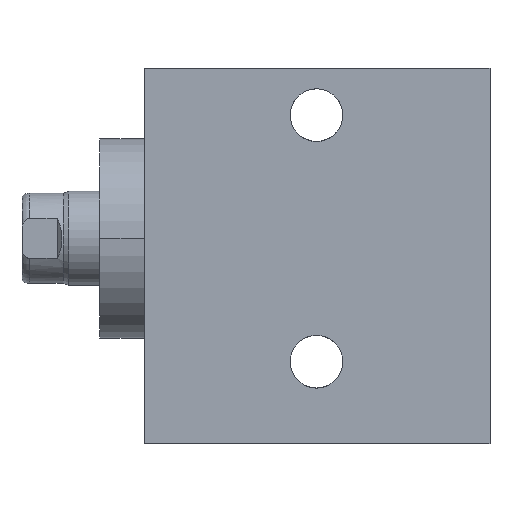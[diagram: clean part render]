
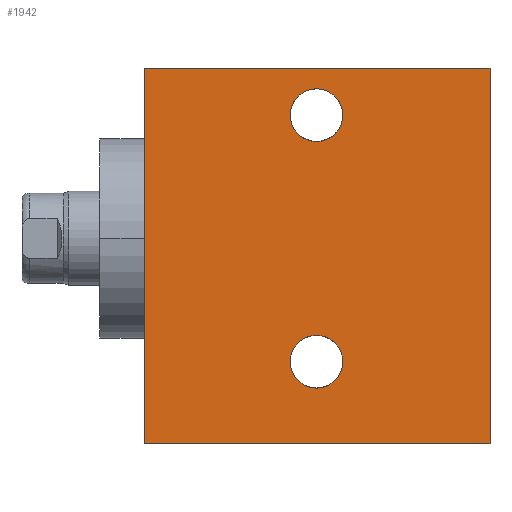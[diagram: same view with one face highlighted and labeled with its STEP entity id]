
A CAD part, front view. The second image highlights one B-rep face of the part: STEP entity #1942.
In plain terms, the highlighted planar face has unit normal (0, -1, 0).
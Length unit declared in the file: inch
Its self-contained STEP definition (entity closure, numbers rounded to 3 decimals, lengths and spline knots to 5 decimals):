
#174=DIRECTION('',(0.,0.,-1.));
#175=VECTOR('',#174,2.);
#176=CARTESIAN_POINT('',(0.,-0.5625,0.906));
#177=LINE('',#176,#175);
#426=DIRECTION('',(0.,0.,-1.));
#427=VECTOR('',#426,2.);
#428=CARTESIAN_POINT('',(1.842,-0.5625,0.906));
#429=LINE('',#428,#427);
#637=DIRECTION('',(1.,0.,0.));
#638=VECTOR('',#637,1.842);
#639=CARTESIAN_POINT('',(0.,-0.5625,0.906));
#640=LINE('',#639,#638);
#644=CARTESIAN_POINT('',(0.918,-0.5625,0.656));
#645=DIRECTION('',(0.,-1.,0.));
#646=DIRECTION('',(1.,0.,0.));
#647=AXIS2_PLACEMENT_3D('',#644,#645,#646);
#652=CARTESIAN_POINT('',(0.918,-0.5625,0.656));
#653=DIRECTION('',(0.,-1.,0.));
#654=DIRECTION('',(-1.,0.,0.));
#655=AXIS2_PLACEMENT_3D('',#652,#653,#654);
#660=CARTESIAN_POINT('',(0.918,-0.5625,-0.657));
#661=DIRECTION('',(0.,-1.,0.));
#662=DIRECTION('',(1.,0.,0.));
#663=AXIS2_PLACEMENT_3D('',#660,#661,#662);
#668=CARTESIAN_POINT('',(0.918,-0.5625,-0.657));
#669=DIRECTION('',(0.,-1.,0.));
#670=DIRECTION('',(-1.,0.,0.));
#671=AXIS2_PLACEMENT_3D('',#668,#669,#670);
#768=DIRECTION('',(1.,0.,0.));
#769=VECTOR('',#768,1.842);
#770=CARTESIAN_POINT('',(0.,-0.5625,-1.094));
#771=LINE('',#770,#769);
#1426=CARTESIAN_POINT('',(0.,-0.5625,0.906));
#1428=VERTEX_POINT('',#1426);
#1429=CARTESIAN_POINT('',(0.,-0.5625,-1.094));
#1430=VERTEX_POINT('',#1429);
#1434=CARTESIAN_POINT('',(1.842,-0.5625,0.906));
#1436=VERTEX_POINT('',#1434);
#1437=CARTESIAN_POINT('',(1.842,-0.5625,-1.094));
#1438=VERTEX_POINT('',#1437);
#1449=CARTESIAN_POINT('',(1.0585,-0.5625,0.656));
#1450=CARTESIAN_POINT('',(0.7775,-0.5625,0.656));
#1451=VERTEX_POINT('',#1449);
#1452=VERTEX_POINT('',#1450);
#1463=CARTESIAN_POINT('',(1.0585,-0.5625,-0.657));
#1464=CARTESIAN_POINT('',(0.7775,-0.5625,-0.657));
#1465=VERTEX_POINT('',#1463);
#1466=VERTEX_POINT('',#1464);
#1921=CARTESIAN_POINT('',(0.,-0.5625,0.906));
#1922=DIRECTION('',(0.,-1.,0.));
#1923=DIRECTION('',(0.,0.,-1.));
#1924=AXIS2_PLACEMENT_3D('',#1921,#1922,#1923);
#1925=PLANE('',#1924);
#1926=ORIENTED_EDGE('',*,*,#1614,.F.);
#1928=ORIENTED_EDGE('',*,*,#1927,.T.);
#1929=ORIENTED_EDGE('',*,*,#1774,.T.);
#1931=ORIENTED_EDGE('',*,*,#1930,.F.);
#1932=EDGE_LOOP('',(#1926,#1928,#1929,#1931));
#1933=FACE_OUTER_BOUND('',#1932,.F.);
#1934=ORIENTED_EDGE('',*,*,#1697,.T.);
#1935=ORIENTED_EDGE('',*,*,#1714,.T.);
#1936=EDGE_LOOP('',(#1934,#1935));
#1937=FACE_BOUND('',#1936,.F.);
#1938=ORIENTED_EDGE('',*,*,#1856,.T.);
#1939=ORIENTED_EDGE('',*,*,#1873,.T.);
#1940=EDGE_LOOP('',(#1938,#1939));
#1941=FACE_BOUND('',#1940,.F.);
#1942=ADVANCED_FACE('',(#1933,#1937,#1941),#1925,.T.);
#648=CIRCLE('',#647,0.1405);
#656=CIRCLE('',#655,0.1405);
#664=CIRCLE('',#663,0.1405);
#672=CIRCLE('',#671,0.1405);
#1614=EDGE_CURVE('',#1428,#1430,#177,.T.);
#1697=EDGE_CURVE('',#1451,#1452,#648,.T.);
#1714=EDGE_CURVE('',#1452,#1451,#656,.T.);
#1774=EDGE_CURVE('',#1436,#1438,#429,.T.);
#1856=EDGE_CURVE('',#1465,#1466,#664,.T.);
#1873=EDGE_CURVE('',#1466,#1465,#672,.T.);
#1927=EDGE_CURVE('',#1428,#1436,#640,.T.);
#1930=EDGE_CURVE('',#1430,#1438,#771,.T.);
